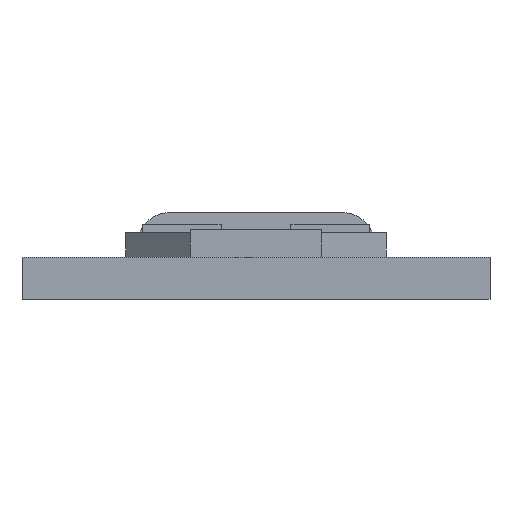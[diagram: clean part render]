
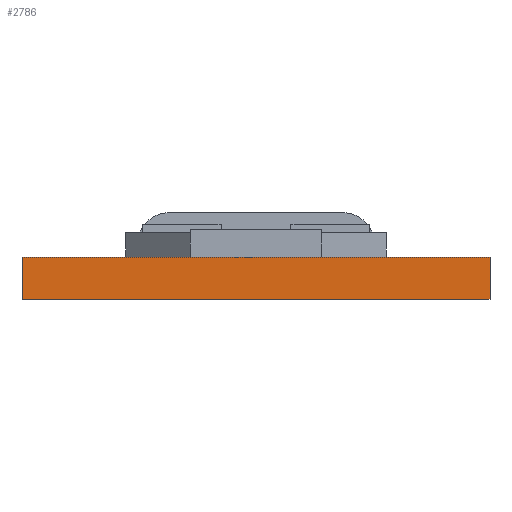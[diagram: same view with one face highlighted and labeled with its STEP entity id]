
A CAD part, front view. The second image highlights one B-rep face of the part: STEP entity #2786.
In plain terms, the highlighted planar face has unit normal (0, -1, 0).
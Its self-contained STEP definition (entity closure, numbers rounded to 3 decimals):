
#186=PLANE('',#3073);
#315=FACE_OUTER_BOUND('',#504,.T.);
#504=EDGE_LOOP('',(#2052,#2053,#2054,#2055));
#802=LINE('',#4443,#996);
#803=LINE('',#4446,#997);
#804=LINE('',#4448,#998);
#805=LINE('',#4449,#999);
#996=VECTOR('',#3548,10.);
#997=VECTOR('',#3551,10.);
#998=VECTOR('',#3552,10.);
#999=VECTOR('',#3553,10.);
#1386=VERTEX_POINT('',#4439);
#1387=VERTEX_POINT('',#4441);
#1388=VERTEX_POINT('',#4445);
#1389=VERTEX_POINT('',#4447);
#1658=EDGE_CURVE('',#1386,#1387,#802,.T.);
#1659=EDGE_CURVE('',#1386,#1388,#803,.T.);
#1660=EDGE_CURVE('',#1389,#1387,#804,.T.);
#1661=EDGE_CURVE('',#1388,#1389,#805,.T.);
#2052=ORIENTED_EDGE('',*,*,#1659,.F.);
#2053=ORIENTED_EDGE('',*,*,#1658,.T.);
#2054=ORIENTED_EDGE('',*,*,#1660,.F.);
#2055=ORIENTED_EDGE('',*,*,#1661,.F.);
#2786=ADVANCED_FACE('',(#315),#186,.T.);
#3073=AXIS2_PLACEMENT_3D('',#4444,#3549,#3550);
#3548=DIRECTION('',(0.,0.,1.));
#3549=DIRECTION('center_axis',(0.,-1.,0.));
#3550=DIRECTION('ref_axis',(1.,0.,0.));
#3551=DIRECTION('',(-1.,0.,0.));
#3552=DIRECTION('',(1.,0.,0.));
#3553=DIRECTION('',(0.,0.,1.));
#4439=CARTESIAN_POINT('',(8.9,-16.5,0.));
#4441=CARTESIAN_POINT('',(8.9,-16.5,1.6));
#4443=CARTESIAN_POINT('',(8.9,-16.5,0.));
#4444=CARTESIAN_POINT('Origin',(-8.9,-16.5,0.));
#4445=CARTESIAN_POINT('',(-8.9,-16.5,0.));
#4446=CARTESIAN_POINT('',(8.9,-16.5,0.));
#4447=CARTESIAN_POINT('',(-8.9,-16.5,1.6));
#4448=CARTESIAN_POINT('',(8.9,-16.5,1.6));
#4449=CARTESIAN_POINT('',(-8.9,-16.5,0.));
